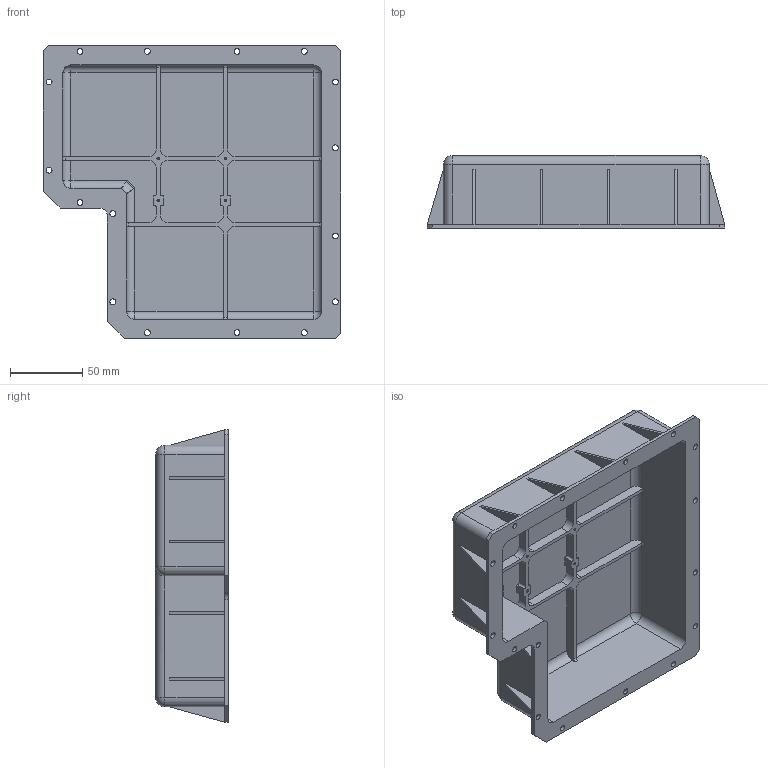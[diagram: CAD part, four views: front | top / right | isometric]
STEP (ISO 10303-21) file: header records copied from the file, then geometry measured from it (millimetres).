
FILE_DESCRIPTION(/* description */ (''),/* implementation_level */ '2;1');
FILE_NAME(/* name */ '2004900-exact-COVER,REAR.step',/* time_stamp */ '2020-06-08T11:08:16-05:00',/* author */ (''),/* organization */ (''),/* preprocessor_version */ 'ST-DEVELOPER v18.1',/* originating_system */ 'Autodesk Translation Framework v9.3.0.1241',/* authorisation */ '');
FILE_SCHEMA (('AUTOMOTIVE_DESIGN { 1 0 10303 214 3 1 1 }'));
Length unit declared in the file: inch
Products named in the file (2): 2004900-exact-COVER,REAR; Component1
Assembly tree (1 placements, depth 2):
  2004900-exact-COVER,REAR
    Component1
Bounding box: 206.62 x 50.42 x 203.07 mm (x, y, z)
Volume: 169325.9 mm3; surface area: 156189.6 mm2
Topology: 1 solids, 1 shells, 225 faces, 600 edges, 379 vertices
Faces by surface type: plane 130, cylinder 79, sphere 10, cone 4, bspline 2
Full cylindrical faces by diameter (mm): 1.783 x4, 4.089 x16
Entity records: 7177 total; most frequent: CARTESIAN_POINT 1357, DIRECTION 1200, ORIENTED_EDGE 1192, EDGE_CURVE 596, LINE 436, VECTOR 436, AXIS2_PLACEMENT_3D 382, VERTEX_POINT 379
